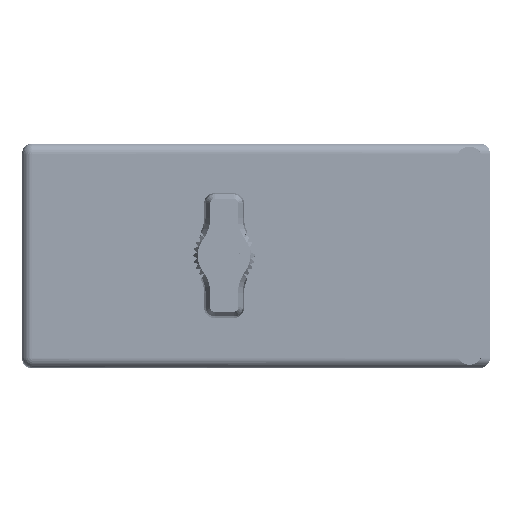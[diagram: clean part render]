
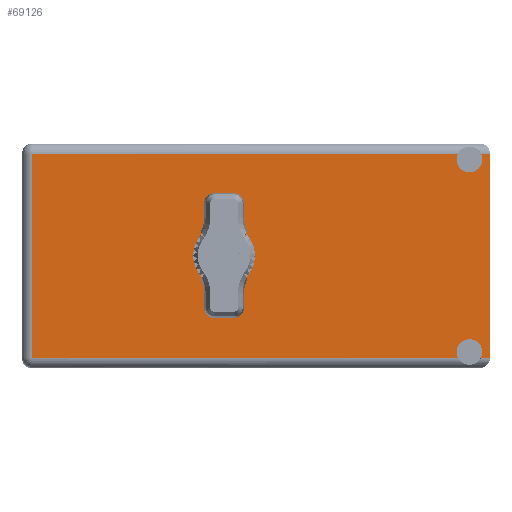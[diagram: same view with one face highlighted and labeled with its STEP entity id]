
A CAD part, top view. The second image highlights one B-rep face of the part: STEP entity #69126.
In plain terms, the highlighted face is planar.
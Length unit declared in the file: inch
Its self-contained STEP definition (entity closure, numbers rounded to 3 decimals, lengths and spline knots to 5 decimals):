
#2882 = ORIENTED_EDGE ( 'NONE', *, *, #15881, .F. ) ;
#3587 = VERTEX_POINT ( 'NONE', #17106 ) ;
#3959 = ORIENTED_EDGE ( 'NONE', *, *, #10737, .T. ) ;
#4154 = AXIS2_PLACEMENT_3D ( 'NONE', #4264, #37037, #19939 ) ;
#4264 = CARTESIAN_POINT ( 'NONE',  ( 0., 1.93, 0. ) ) ;
#6391 = EDGE_CURVE ( 'NONE', #63541, #29540, #13334, .T. ) ;
#6524 = CARTESIAN_POINT ( 'NONE',  ( 1.8125, 1.93, 0.695 ) ) ;
#6655 = CIRCLE ( 'NONE', #4154, 0.17 ) ;
#8616 = DIRECTION ( 'NONE',  ( 0., 1., 0. ) ) ;
#10737 = EDGE_CURVE ( 'NONE', #3587, #57879, #10809, .T. ) ;
#10809 = LINE ( 'NONE', #97591, #32476 ) ;
#11141 = DIRECTION ( 'NONE',  ( 0., 1., 0. ) ) ;
#11401 = ORIENTED_EDGE ( 'NONE', *, *, #88953, .F. ) ;
#12459 = LINE ( 'NONE', #22942, #53268 ) ;
#13325 = CARTESIAN_POINT ( 'NONE',  ( 1.6725, 1.93, -0.5685 ) ) ;
#13334 = CIRCLE ( 'NONE', #95968, 0.0875 ) ;
#14711 = DIRECTION ( 'NONE',  ( 1., 0., 0. ) ) ;
#15881 = EDGE_CURVE ( 'NONE', #29540, #34252, #31301, .T. ) ;
#16174 = DIRECTION ( 'NONE',  ( 0., 1., 0. ) ) ;
#17106 = CARTESIAN_POINT ( 'NONE',  ( 1.59417, 1.93, -0.695 ) ) ;
#17785 = EDGE_CURVE ( 'NONE', #57879, #87761, #19341, .T. ) ;
#19341 = LINE ( 'NONE', #58235, #102290 ) ;
#19579 = ORIENTED_EDGE ( 'NONE', *, *, #66893, .F. ) ;
#19939 = DIRECTION ( 'NONE',  ( 0., 0., 1. ) ) ;
#20855 = VECTOR ( 'NONE', #40807, 39.37008 ) ;
#20885 = AXIS2_PLACEMENT_3D ( 'NONE', #40390, #72214, #80393 ) ;
#22850 = DIRECTION ( 'NONE',  ( 0., 0., 1. ) ) ;
#22942 = CARTESIAN_POINT ( 'NONE',  ( -1.3775, 1.93, -0.695 ) ) ;
#23539 = ORIENTED_EDGE ( 'NONE', *, *, #93623, .F. ) ;
#26420 = DIRECTION ( 'NONE',  ( 0., 0., 1. ) ) ;
#29540 = VERTEX_POINT ( 'NONE', #50837 ) ;
#29978 = EDGE_CURVE ( 'NONE', #66199, #104430, #12459, .T. ) ;
#31301 = CIRCLE ( 'NONE', #39290, 0.0875 ) ;
#31448 = CARTESIAN_POINT ( 'NONE',  ( -1.3075, 1.93, 0.695 ) ) ;
#31803 = CIRCLE ( 'NONE', #47214, 0.17 ) ;
#32301 = ORIENTED_EDGE ( 'NONE', *, *, #61159, .T. ) ;
#32476 = VECTOR ( 'NONE', #89039, 39.37008 ) ;
#32631 = CARTESIAN_POINT ( 'NONE',  ( 1.75083, 1.93, -0.695 ) ) ;
#32663 = CARTESIAN_POINT ( 'NONE',  ( 1.8125, 1.93, 0.695 ) ) ;
#33976 = CIRCLE ( 'NONE', #75084, 0.0875 ) ;
#34252 = VERTEX_POINT ( 'NONE', #38257 ) ;
#34880 = LINE ( 'NONE', #32663, #20855 ) ;
#37037 = DIRECTION ( 'NONE',  ( 0., 1., 0. ) ) ;
#38257 = CARTESIAN_POINT ( 'NONE',  ( 1.59417, 1.93, 0.695 ) ) ;
#39290 = AXIS2_PLACEMENT_3D ( 'NONE', #48604, #39701, #56172 ) ;
#39701 = DIRECTION ( 'NONE',  ( 0., 1., 0. ) ) ;
#40057 = LINE ( 'NONE', #94538, #51532 ) ;
#40061 = VERTEX_POINT ( 'NONE', #43228 ) ;
#40390 = CARTESIAN_POINT ( 'NONE',  ( 1.6725, 1.93, -0.656 ) ) ;
#40412 = EDGE_CURVE ( 'NONE', #63541, #40061, #85335, .T. ) ;
#40807 = DIRECTION ( 'NONE',  ( 1., 0., 0. ) ) ;
#43228 = CARTESIAN_POINT ( 'NONE',  ( 1.8125, 1.93, 0.695 ) ) ;
#44665 = CARTESIAN_POINT ( 'NONE',  ( 1.8125, 1.93, -0.695 ) ) ;
#47214 = AXIS2_PLACEMENT_3D ( 'NONE', #49180, #8616, #65709 ) ;
#47446 = DIRECTION ( 'NONE',  ( 0., 1., 0. ) ) ;
#48319 = CIRCLE ( 'NONE', #20885, 0.0875 ) ;
#48604 = CARTESIAN_POINT ( 'NONE',  ( 1.6725, 1.93, 0.656 ) ) ;
#49180 = CARTESIAN_POINT ( 'NONE',  ( 0., 1.93, 0. ) ) ;
#50365 = ORIENTED_EDGE ( 'NONE', *, *, #6391, .F. ) ;
#50837 = CARTESIAN_POINT ( 'NONE',  ( 1.6725, 1.93, 0.5685 ) ) ;
#51532 = VECTOR ( 'NONE', #70359, 39.37008 ) ;
#53268 = VECTOR ( 'NONE', #56164, 39.37008 ) ;
#55208 = CARTESIAN_POINT ( 'NONE',  ( 0., 1.93, -0.17 ) ) ;
#56164 = DIRECTION ( 'NONE',  ( -1., 0., 0. ) ) ;
#56172 = DIRECTION ( 'NONE',  ( 0., 0., 1. ) ) ;
#57615 = CARTESIAN_POINT ( 'NONE',  ( 0., 1.93, 0.17 ) ) ;
#57879 = VERTEX_POINT ( 'NONE', #90419 ) ;
#58235 = CARTESIAN_POINT ( 'NONE',  ( -1.3075, 1.93, -0.765 ) ) ;
#59666 = PLANE ( 'NONE',  #78399 ) ;
#61159 = EDGE_CURVE ( 'NONE', #87761, #34252, #34880, .T. ) ;
#62483 = VECTOR ( 'NONE', #14711, 39.37008 ) ;
#63541 = VERTEX_POINT ( 'NONE', #71808 ) ;
#65095 = CARTESIAN_POINT ( 'NONE',  ( 1.6725, 1.93, 0.656 ) ) ;
#65709 = DIRECTION ( 'NONE',  ( 0., 0., 1. ) ) ;
#66199 = VERTEX_POINT ( 'NONE', #44665 ) ;
#66893 = EDGE_CURVE ( 'NONE', #3587, #98904, #48319, .T. ) ;
#69126 = ADVANCED_FACE ( 'NONE', ( #81247, #86340 ), #59666, .T. ) ;
#69518 = EDGE_LOOP ( 'NONE', ( #32301, #2882, #50365, #97847, #23539, #82171, #11401, #19579, #3959, #99902 ) ) ;
#70359 = DIRECTION ( 'NONE',  ( 0., 0., 1. ) ) ;
#70968 = ORIENTED_EDGE ( 'NONE', *, *, #94643, .F. ) ;
#71808 = CARTESIAN_POINT ( 'NONE',  ( 1.75083, 1.93, 0.695 ) ) ;
#72214 = DIRECTION ( 'NONE',  ( 0., 1., 0. ) ) ;
#72702 = VERTEX_POINT ( 'NONE', #55208 ) ;
#75084 = AXIS2_PLACEMENT_3D ( 'NONE', #95238, #47446, #22850 ) ;
#78399 = AXIS2_PLACEMENT_3D ( 'NONE', #84899, #11141, #92022 ) ;
#80393 = DIRECTION ( 'NONE',  ( 0., 0., 1. ) ) ;
#81247 = FACE_BOUND ( 'NONE', #96435, .T. ) ;
#82171 = ORIENTED_EDGE ( 'NONE', *, *, #29978, .T. ) ;
#84899 = CARTESIAN_POINT ( 'NONE',  ( -1.3775, 1.93, -0.765 ) ) ;
#85335 = LINE ( 'NONE', #6524, #62483 ) ;
#86340 = FACE_OUTER_BOUND ( 'NONE', #69518, .T. ) ;
#86656 = ORIENTED_EDGE ( 'NONE', *, *, #96413, .F. ) ;
#87761 = VERTEX_POINT ( 'NONE', #31448 ) ;
#88953 = EDGE_CURVE ( 'NONE', #98904, #104430, #33976, .T. ) ;
#89039 = DIRECTION ( 'NONE',  ( -1., 0., 0. ) ) ;
#89588 = DIRECTION ( 'NONE',  ( 0., 0., 1. ) ) ;
#90419 = CARTESIAN_POINT ( 'NONE',  ( -1.3075, 1.93, -0.695 ) ) ;
#92022 = DIRECTION ( 'NONE',  ( -1., 0., 0. ) ) ;
#93623 = EDGE_CURVE ( 'NONE', #66199, #40061, #40057, .T. ) ;
#94538 = CARTESIAN_POINT ( 'NONE',  ( 1.8125, 1.93, 0.765 ) ) ;
#94643 = EDGE_CURVE ( 'NONE', #95832, #72702, #6655, .T. ) ;
#95238 = CARTESIAN_POINT ( 'NONE',  ( 1.6725, 1.93, -0.656 ) ) ;
#95832 = VERTEX_POINT ( 'NONE', #57615 ) ;
#95968 = AXIS2_PLACEMENT_3D ( 'NONE', #65095, #16174, #89588 ) ;
#96413 = EDGE_CURVE ( 'NONE', #72702, #95832, #31803, .T. ) ;
#96435 = EDGE_LOOP ( 'NONE', ( #70968, #86656 ) ) ;
#97591 = CARTESIAN_POINT ( 'NONE',  ( -1.3775, 1.93, -0.695 ) ) ;
#97847 = ORIENTED_EDGE ( 'NONE', *, *, #40412, .T. ) ;
#98904 = VERTEX_POINT ( 'NONE', #13325 ) ;
#99902 = ORIENTED_EDGE ( 'NONE', *, *, #17785, .T. ) ;
#102290 = VECTOR ( 'NONE', #26420, 39.37008 ) ;
#104430 = VERTEX_POINT ( 'NONE', #32631 ) ;
